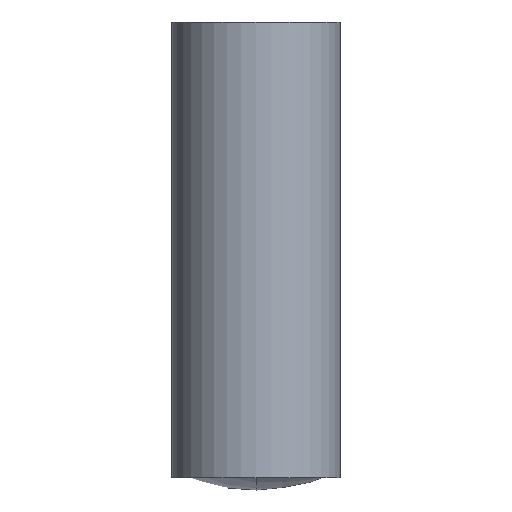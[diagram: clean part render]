
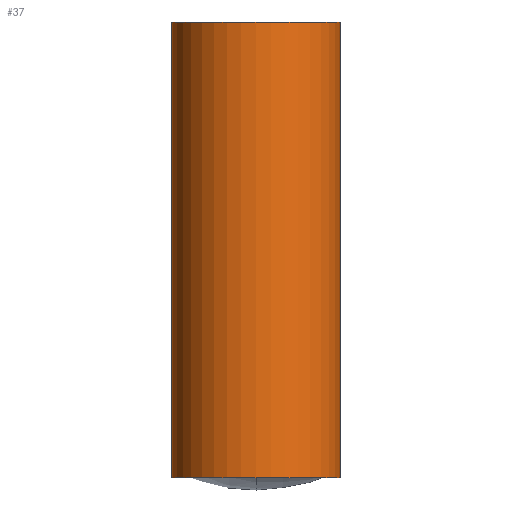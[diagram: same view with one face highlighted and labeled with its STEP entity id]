
A CAD part, front view. The second image highlights one B-rep face of the part: STEP entity #37.
In plain terms, the highlighted cylindrical face has radius 11.176 mm (diameter 22.352 mm), a partial arc.
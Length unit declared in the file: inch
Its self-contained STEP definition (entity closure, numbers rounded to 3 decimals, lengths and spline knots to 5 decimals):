
#37 = ADVANCED_FACE ( 'NONE', ( #277 ), #282, .T. ) ;
#39 = EDGE_CURVE ( 'NONE', #503, #376, #92, .T. ) ;
#47 = EDGE_CURVE ( 'NONE', #454, #390, #102, .T. ) ;
#52 = EDGE_CURVE ( 'NONE', #454, #503, #249, .T. ) ;
#55 = EDGE_CURVE ( 'NONE', #390, #376, #224, .T. ) ;
#76 = VECTOR ( 'NONE', #215, 39.37008 ) ;
#92 = CIRCLE ( 'NONE', #97, 0.44 ) ;
#94 = VECTOR ( 'NONE', #226, 39.37008 ) ;
#97 = AXIS2_PLACEMENT_3D ( 'NONE', #267, #266, #265 ) ;
#102 = CIRCLE ( 'NONE', #109, 0.44 ) ;
#109 = AXIS2_PLACEMENT_3D ( 'NONE', #240, #239, #238 ) ;
#136 = AXIS2_PLACEMENT_3D ( 'NONE', #273, #274, #272 ) ;
#215 = DIRECTION ( 'NONE',  ( 0., 0., -1. ) ) ;
#224 = LINE ( 'NONE', #225, #76 ) ;
#225 = CARTESIAN_POINT ( 'NONE',  ( -0.44, 0., 0. ) ) ;
#226 = DIRECTION ( 'NONE',  ( 0., 0., -1. ) ) ;
#233 = CARTESIAN_POINT ( 'NONE',  ( 0.44, 0., 0. ) ) ;
#238 = DIRECTION ( 'NONE',  ( -1., 0., 0. ) ) ;
#239 = DIRECTION ( 'NONE',  ( 0., 0., -1. ) ) ;
#240 = CARTESIAN_POINT ( 'NONE',  ( 0., 0., 0. ) ) ;
#249 = LINE ( 'NONE', #233, #94 ) ;
#265 = DIRECTION ( 'NONE',  ( -1., 0., 0. ) ) ;
#266 = DIRECTION ( 'NONE',  ( 0., 0., -1. ) ) ;
#267 = CARTESIAN_POINT ( 'NONE',  ( 0., 0., -2.375 ) ) ;
#272 = DIRECTION ( 'NONE',  ( -1., 0., 0. ) ) ;
#273 = CARTESIAN_POINT ( 'NONE',  ( 0., 0., 0. ) ) ;
#274 = DIRECTION ( 'NONE',  ( 0., 0., -1. ) ) ;
#277 = FACE_OUTER_BOUND ( 'NONE', #441, .T. ) ;
#282 = CYLINDRICAL_SURFACE ( 'NONE', #136, 0.44 ) ;
#376 = VERTEX_POINT ( 'NONE', #584 ) ;
#390 = VERTEX_POINT ( 'NONE', #585 ) ;
#403 = ORIENTED_EDGE ( 'NONE', *, *, #55, .T. ) ;
#434 = ORIENTED_EDGE ( 'NONE', *, *, #52, .F. ) ;
#437 = ORIENTED_EDGE ( 'NONE', *, *, #47, .T. ) ;
#441 = EDGE_LOOP ( 'NONE', ( #434, #437, #403, #518 ) ) ;
#454 = VERTEX_POINT ( 'NONE', #628 ) ;
#503 = VERTEX_POINT ( 'NONE', #576 ) ;
#518 = ORIENTED_EDGE ( 'NONE', *, *, #39, .F. ) ;
#576 = CARTESIAN_POINT ( 'NONE',  ( 0.44, 0., -2.375 ) ) ;
#584 = CARTESIAN_POINT ( 'NONE',  ( -0.44, 0., -2.375 ) ) ;
#585 = CARTESIAN_POINT ( 'NONE',  ( -0.44, 0., 0. ) ) ;
#628 = CARTESIAN_POINT ( 'NONE',  ( 0.44, 0., 0. ) ) ;
